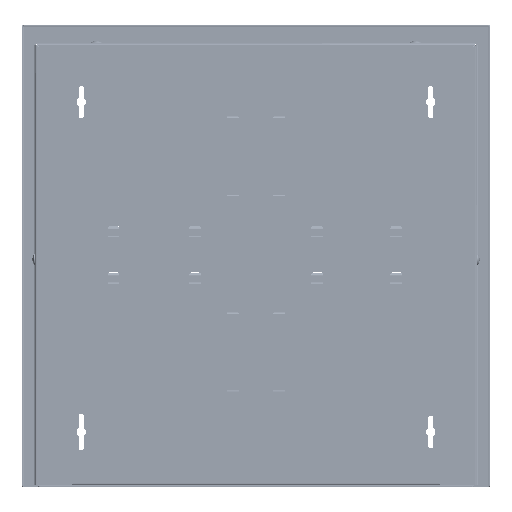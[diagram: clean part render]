
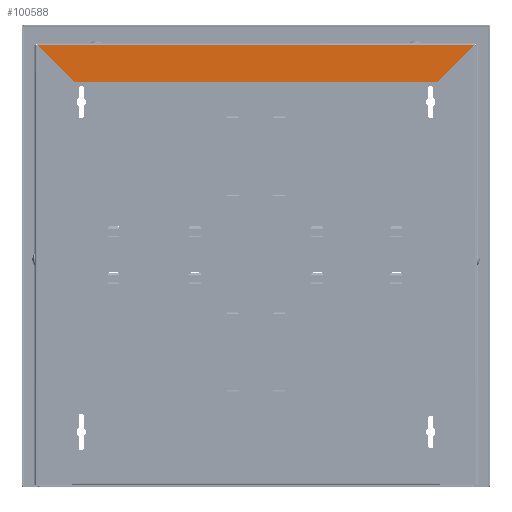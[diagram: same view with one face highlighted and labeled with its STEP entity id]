
A CAD part, top view. The second image highlights one B-rep face of the part: STEP entity #100588.
In plain terms, the highlighted face is planar.
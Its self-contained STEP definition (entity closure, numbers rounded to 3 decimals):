
#1406 = VERTEX_POINT ( 'NONE', #168112 ) ;
#2946 = CARTESIAN_POINT ( 'NONE',  ( 70.1, 282.8, 1.707 ) ) ;
#3698 = VERTEX_POINT ( 'NONE', #227257 ) ;
#12095 = CARTESIAN_POINT ( 'NONE',  ( 70.1, 0., 0. ) ) ;
#14157 = LINE ( 'NONE', #262079, #81409 ) ;
#31009 = DIRECTION ( 'NONE',  ( -1., 0., 0. ) ) ;
#31675 = DIRECTION ( 'NONE',  ( 0., 0., -1. ) ) ;
#35693 = EDGE_CURVE ( 'NONE', #69383, #3698, #73365, .T. ) ;
#43295 = DIRECTION ( 'NONE',  ( 0., 0.707, 0.707 ) ) ;
#69383 = VERTEX_POINT ( 'NONE', #193032 ) ;
#73365 = LINE ( 'NONE', #259396, #120418 ) ;
#81409 = VECTOR ( 'NONE', #120524, 1000. ) ;
#99269 = AXIS2_PLACEMENT_3D ( 'NONE', #12095, #31009, #234488 ) ;
#100588 = ADVANCED_FACE ( 'NONE', ( #254730 ), #171156, .F. ) ;
#115917 = EDGE_LOOP ( 'NONE', ( #131959, #248828, #207771, #167110 ) ) ;
#116621 = EDGE_CURVE ( 'NONE', #1406, #220436, #158955, .T. ) ;
#120418 = VECTOR ( 'NONE', #31675, 1000. ) ;
#120524 = DIRECTION ( 'NONE',  ( 0., -0.707, 0.707 ) ) ;
#130396 = EDGE_CURVE ( 'NONE', #69383, #1406, #165892, .T. ) ;
#131959 = ORIENTED_EDGE ( 'NONE', *, *, #158678, .F. ) ;
#158678 = EDGE_CURVE ( 'NONE', #220436, #3698, #14157, .T. ) ;
#158955 = LINE ( 'NONE', #179165, #160282 ) ;
#160282 = VECTOR ( 'NONE', #203345, 1000. ) ;
#165892 = LINE ( 'NONE', #229190, #210018 ) ;
#167110 = ORIENTED_EDGE ( 'NONE', *, *, #35693, .T. ) ;
#168112 = CARTESIAN_POINT ( 'NONE',  ( 70.1, 282.8, 566.193 ) ) ;
#171156 = PLANE ( 'NONE',  #99269 ) ;
#179165 = CARTESIAN_POINT ( 'NONE',  ( 70.1, 282.8, 0. ) ) ;
#193032 = CARTESIAN_POINT ( 'NONE',  ( 70.1, 235., 518.393 ) ) ;
#203345 = DIRECTION ( 'NONE',  ( 0., 0., -1. ) ) ;
#207771 = ORIENTED_EDGE ( 'NONE', *, *, #130396, .F. ) ;
#210018 = VECTOR ( 'NONE', #43295, 1000. ) ;
#220436 = VERTEX_POINT ( 'NONE', #2946 ) ;
#227257 = CARTESIAN_POINT ( 'NONE',  ( 70.1, 235., 49.507 ) ) ;
#229190 = CARTESIAN_POINT ( 'NONE',  ( 70.1, -117.781, 165.612 ) ) ;
#234488 = DIRECTION ( 'NONE',  ( 0., -1., 0. ) ) ;
#248828 = ORIENTED_EDGE ( 'NONE', *, *, #116621, .F. ) ;
#254730 = FACE_OUTER_BOUND ( 'NONE', #115917, .T. ) ;
#259396 = CARTESIAN_POINT ( 'NONE',  ( 70.1, 235., 1. ) ) ;
#262079 = CARTESIAN_POINT ( 'NONE',  ( 70.1, 282.8, 1.707 ) ) ;
